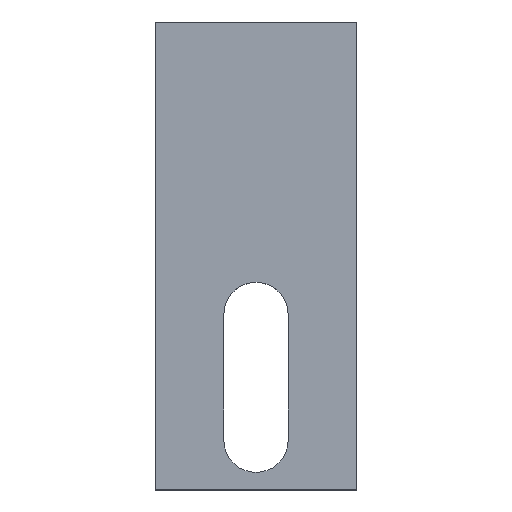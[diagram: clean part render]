
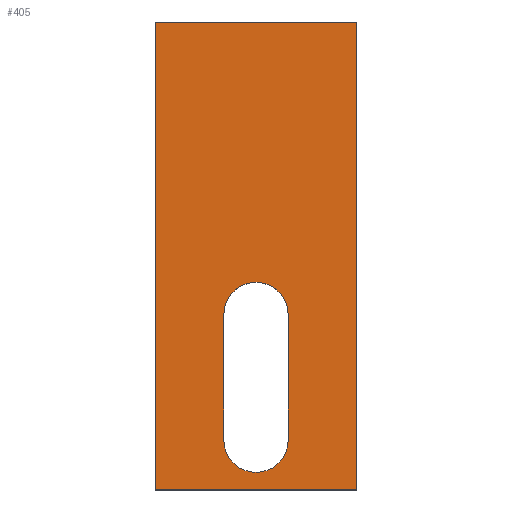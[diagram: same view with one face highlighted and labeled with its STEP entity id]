
A CAD part, top view. The second image highlights one B-rep face of the part: STEP entity #405.
In plain terms, the highlighted planar face has unit normal (0, 0, 1).
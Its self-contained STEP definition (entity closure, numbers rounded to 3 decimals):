
#18=FACE_BOUND('',#78,.T.);
#32=PLANE('',#452);
#53=FACE_OUTER_BOUND('',#77,.T.);
#77=EDGE_LOOP('',(#370,#371,#372,#373));
#78=EDGE_LOOP('',(#374,#375,#376,#377));
#89=CIRCLE('',#444,1.1);
#90=CIRCLE('',#447,1.1);
#120=LINE('',#647,#163);
#124=LINE('',#656,#167);
#126=LINE('',#663,#169);
#129=LINE('',#668,#172);
#131=LINE('',#672,#174);
#133=LINE('',#675,#176);
#163=VECTOR('',#530,10.);
#167=VECTOR('',#540,10.);
#169=VECTOR('',#548,10.);
#172=VECTOR('',#553,10.);
#174=VECTOR('',#557,10.);
#176=VECTOR('',#561,10.);
#205=VERTEX_POINT('',#645);
#206=VERTEX_POINT('',#646);
#207=VERTEX_POINT('',#651);
#208=VERTEX_POINT('',#655);
#209=VERTEX_POINT('',#661);
#210=VERTEX_POINT('',#662);
#211=VERTEX_POINT('',#667);
#212=VERTEX_POINT('',#671);
#252=EDGE_CURVE('',#205,#206,#120,.T.);
#255=EDGE_CURVE('',#206,#207,#89,.T.);
#257=EDGE_CURVE('',#207,#208,#124,.T.);
#259=EDGE_CURVE('',#208,#205,#90,.T.);
#260=EDGE_CURVE('',#209,#210,#126,.T.);
#263=EDGE_CURVE('',#210,#211,#129,.T.);
#265=EDGE_CURVE('',#211,#212,#131,.T.);
#267=EDGE_CURVE('',#212,#209,#133,.T.);
#370=ORIENTED_EDGE('',*,*,#267,.T.);
#371=ORIENTED_EDGE('',*,*,#260,.T.);
#372=ORIENTED_EDGE('',*,*,#263,.T.);
#373=ORIENTED_EDGE('',*,*,#265,.T.);
#374=ORIENTED_EDGE('',*,*,#259,.T.);
#375=ORIENTED_EDGE('',*,*,#252,.T.);
#376=ORIENTED_EDGE('',*,*,#255,.T.);
#377=ORIENTED_EDGE('',*,*,#257,.T.);
#405=ADVANCED_FACE('',(#53,#18),#32,.T.);
#444=AXIS2_PLACEMENT_3D('',#652,#535,#536);
#447=AXIS2_PLACEMENT_3D('',#659,#544,#545);
#452=AXIS2_PLACEMENT_3D('',#676,#562,#563);
#530=DIRECTION('',(0.,-1.,0.));
#535=DIRECTION('center_axis',(0.,0.,-1.));
#536=DIRECTION('ref_axis',(-1.,0.,0.));
#540=DIRECTION('',(0.,1.,0.));
#544=DIRECTION('center_axis',(0.,0.,-1.));
#545=DIRECTION('ref_axis',(1.,0.,0.));
#548=DIRECTION('',(-1.,0.,0.));
#553=DIRECTION('',(0.,-1.,0.));
#557=DIRECTION('',(1.,0.,0.));
#561=DIRECTION('',(0.,1.,0.));
#562=DIRECTION('center_axis',(0.,0.,1.));
#563=DIRECTION('ref_axis',(1.,0.,0.));
#645=CARTESIAN_POINT('',(1.1,-2.,0.));
#646=CARTESIAN_POINT('',(1.1,-6.3,0.));
#647=CARTESIAN_POINT('',(1.1,-2.,0.));
#651=CARTESIAN_POINT('',(-1.1,-6.3,0.));
#652=CARTESIAN_POINT('Origin',(0.,-6.3,0.));
#655=CARTESIAN_POINT('',(-1.1,-2.,0.));
#656=CARTESIAN_POINT('',(-1.1,-2.,0.));
#659=CARTESIAN_POINT('Origin',(0.,-2.,0.));
#661=CARTESIAN_POINT('',(3.45,8.,0.));
#662=CARTESIAN_POINT('',(-3.45,8.,0.));
#663=CARTESIAN_POINT('',(3.45,8.,0.));
#667=CARTESIAN_POINT('',(-3.45,-8.,0.));
#668=CARTESIAN_POINT('',(-3.45,8.,0.));
#671=CARTESIAN_POINT('',(3.45,-8.,0.));
#672=CARTESIAN_POINT('',(-3.45,-8.,0.));
#675=CARTESIAN_POINT('',(3.45,-8.,0.));
#676=CARTESIAN_POINT('Origin',(0.,0.,0.));
